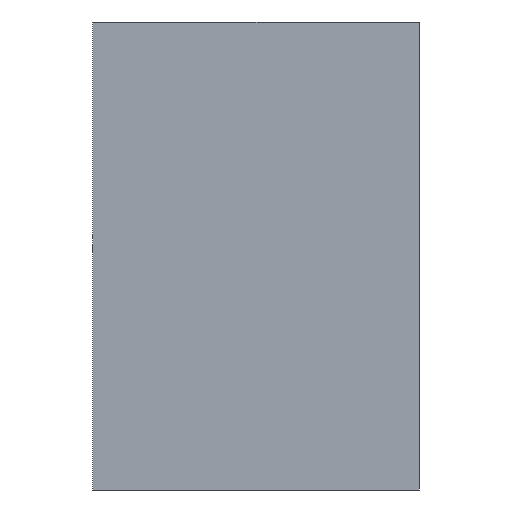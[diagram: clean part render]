
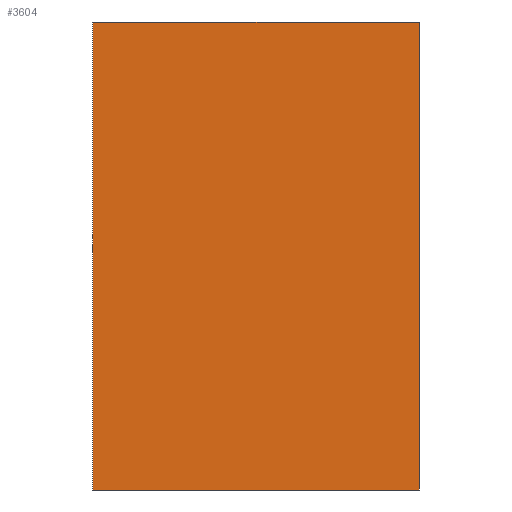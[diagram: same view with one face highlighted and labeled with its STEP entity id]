
A CAD part, left-side view. The second image highlights one B-rep face of the part: STEP entity #3604.
In plain terms, the highlighted planar face has unit normal (-1, 0, 0).
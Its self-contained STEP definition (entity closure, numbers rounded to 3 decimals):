
#309=PLANE('',#3796);
#509=FACE_OUTER_BOUND('',#767,.T.);
#767=EDGE_LOOP('',(#3325,#3326,#3327,#3328));
#1053=LINE('',#6121,#1344);
#1071=LINE('',#6579,#1362);
#1073=LINE('',#6584,#1364);
#1075=LINE('',#6588,#1366);
#1344=VECTOR('',#4232,66.);
#1362=VECTOR('',#4446,46.);
#1364=VECTOR('',#4450,46.);
#1366=VECTOR('',#4456,66.);
#1783=VERTEX_POINT('',#6119);
#1784=VERTEX_POINT('',#6120);
#1862=VERTEX_POINT('',#6577);
#1864=VERTEX_POINT('',#6583);
#2261=EDGE_CURVE('',#1783,#1784,#1053,.T.);
#2355=EDGE_CURVE('',#1862,#1783,#1071,.T.);
#2357=EDGE_CURVE('',#1784,#1864,#1073,.T.);
#2359=EDGE_CURVE('',#1862,#1864,#1075,.T.);
#3325=ORIENTED_EDGE('',*,*,#2359,.T.);
#3326=ORIENTED_EDGE('',*,*,#2357,.F.);
#3327=ORIENTED_EDGE('',*,*,#2261,.F.);
#3328=ORIENTED_EDGE('',*,*,#2355,.F.);
#3604=ADVANCED_FACE('',(#509),#309,.F.);
#3796=AXIS2_PLACEMENT_3D('',#6587,#4454,#4455);
#4232=DIRECTION('',(0.,0.,-1.));
#4446=DIRECTION('',(0.,-1.,0.));
#4450=DIRECTION('',(0.,1.,0.));
#4454=DIRECTION('center_axis',(1.,0.,0.));
#4455=DIRECTION('ref_axis',(0.,0.,-1.));
#4456=DIRECTION('',(0.,0.,-1.));
#6119=CARTESIAN_POINT('',(243.,0.,111.));
#6120=CARTESIAN_POINT('',(243.,0.,45.));
#6121=CARTESIAN_POINT('',(243.,0.,78.));
#6577=CARTESIAN_POINT('',(243.,46.,111.));
#6579=CARTESIAN_POINT('',(243.,23.,111.));
#6583=CARTESIAN_POINT('',(243.,46.,45.));
#6584=CARTESIAN_POINT('',(243.,23.,45.));
#6587=CARTESIAN_POINT('Origin',(243.,23.,78.));
#6588=CARTESIAN_POINT('',(243.,46.,78.));
